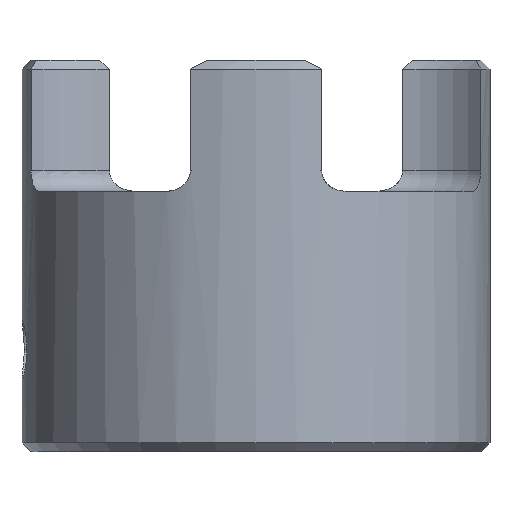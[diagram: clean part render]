
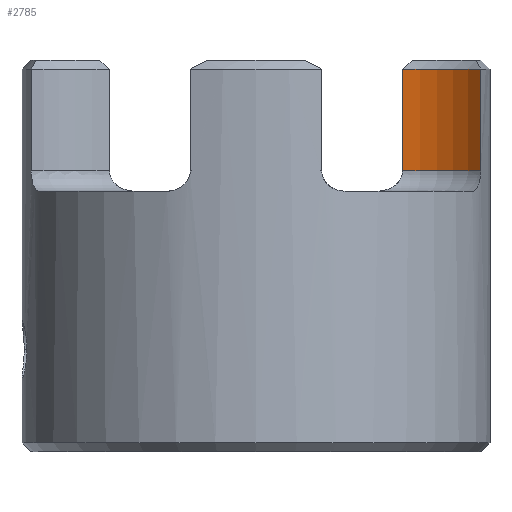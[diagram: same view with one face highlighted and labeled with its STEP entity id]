
A CAD part, front view. The second image highlights one B-rep face of the part: STEP entity #2785.
In plain terms, the highlighted cylindrical face has radius 13.259 mm (diameter 26.518 mm), a partial arc.
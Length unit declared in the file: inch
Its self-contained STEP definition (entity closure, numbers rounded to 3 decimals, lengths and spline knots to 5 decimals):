
#56 = EDGE_LOOP ( 'NONE', ( #76, #2705, #137, #1506 ) ) ;
#76 = ORIENTED_EDGE ( 'NONE', *, *, #2242, .F. ) ;
#137 = ORIENTED_EDGE ( 'NONE', *, *, #2529, .T. ) ;
#296 = CARTESIAN_POINT ( 'NONE',  ( 0.6772, -0.11563, 1.77 ) ) ;
#320 = AXIS2_PLACEMENT_3D ( 'NONE', #880, #2591, #1135 ) ;
#380 = VECTOR ( 'NONE', #1447, 39.37008 ) ;
#397 = CARTESIAN_POINT ( 'NONE',  ( 0.636, -0.636, 1.77 ) ) ;
#542 = FACE_OUTER_BOUND ( 'NONE', #56, .T. ) ;
#645 = DIRECTION ( 'NONE',  ( 1., 0., 0. ) ) ;
#722 = EDGE_CURVE ( 'NONE', #2569, #995, #2761, .T. ) ;
#829 = DIRECTION ( 'NONE',  ( 0., 0., -1. ) ) ;
#880 = CARTESIAN_POINT ( 'NONE',  ( 0.636, -0.636, 1.29875 ) ) ;
#995 = VERTEX_POINT ( 'NONE', #296 ) ;
#1050 = AXIS2_PLACEMENT_3D ( 'NONE', #397, #2106, #645 ) ;
#1072 = CARTESIAN_POINT ( 'NONE',  ( 0.6772, -0.11563, 1.81 ) ) ;
#1135 = DIRECTION ( 'NONE',  ( 1., 0., 0. ) ) ;
#1155 = LINE ( 'NONE', #1072, #2371 ) ;
#1335 = CARTESIAN_POINT ( 'NONE',  ( 1.03891, -0.30411, 1.29875 ) ) ;
#1447 = DIRECTION ( 'NONE',  ( 0., 0., -1. ) ) ;
#1506 = ORIENTED_EDGE ( 'NONE', *, *, #3005, .T. ) ;
#1549 = AXIS2_PLACEMENT_3D ( 'NONE', #2148, #2901, #3141 ) ;
#1614 = LINE ( 'NONE', #2659, #380 ) ;
#1841 = VERTEX_POINT ( 'NONE', #2394 ) ;
#2072 = CARTESIAN_POINT ( 'NONE',  ( 1.03891, -0.30411, 1.77 ) ) ;
#2106 = DIRECTION ( 'NONE',  ( 0., 0., 1. ) ) ;
#2148 = CARTESIAN_POINT ( 'NONE',  ( 0.636, -0.636, 1.81 ) ) ;
#2242 = EDGE_CURVE ( 'NONE', #2569, #2933, #1614, .T. ) ;
#2371 = VECTOR ( 'NONE', #829, 39.37008 ) ;
#2394 = CARTESIAN_POINT ( 'NONE',  ( 0.6772, -0.11563, 1.29875 ) ) ;
#2411 = CYLINDRICAL_SURFACE ( 'NONE', #1549, 0.522 ) ;
#2529 = EDGE_CURVE ( 'NONE', #995, #1841, #1155, .T. ) ;
#2569 = VERTEX_POINT ( 'NONE', #2072 ) ;
#2591 = DIRECTION ( 'NONE',  ( 0., 0., -1. ) ) ;
#2659 = CARTESIAN_POINT ( 'NONE',  ( 1.03891, -0.30411, 1.81 ) ) ;
#2705 = ORIENTED_EDGE ( 'NONE', *, *, #722, .T. ) ;
#2758 = CIRCLE ( 'NONE', #320, 0.522 ) ;
#2761 = CIRCLE ( 'NONE', #1050, 0.522 ) ;
#2785 = ADVANCED_FACE ( 'NONE', ( #542 ), #2411, .F. ) ;
#2901 = DIRECTION ( 'NONE',  ( 0., 0., -1. ) ) ;
#2933 = VERTEX_POINT ( 'NONE', #1335 ) ;
#3005 = EDGE_CURVE ( 'NONE', #1841, #2933, #2758, .T. ) ;
#3141 = DIRECTION ( 'NONE',  ( -1., 0., 0. ) ) ;
